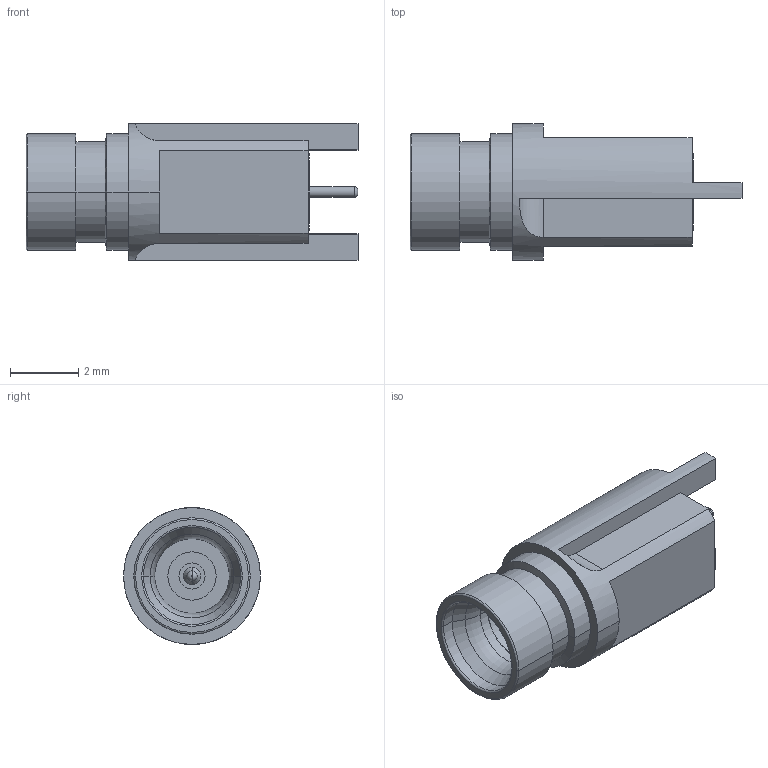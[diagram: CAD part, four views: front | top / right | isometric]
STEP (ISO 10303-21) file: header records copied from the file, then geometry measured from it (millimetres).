
FILE_DESCRIPTION (( 'STEP AP214' ), '1' );
FILE_NAME ('R201L00010.STEP', '2020-06-25T12:21:20', ( '' ), ( '' ), 'SwSTEP 2.0', 'SolidWorks 2017', '' );
FILE_SCHEMA (( 'AUTOMOTIVE_DESIGN' ));
Length unit declared in the file: millimetre
Products named in the file (1): R201L00010
Bounding box: 9.7 x 4 x 4 mm (x, y, z)
Volume: 73.1 mm3; surface area: 151.2 mm2
Topology: 1 solids, 1 shells, 74 faces, 170 edges, 106 vertices
Faces by surface type: cylinder 26, plane 24, cone 14, torus 10
Entity records: 2164 total; most frequent: DIRECTION 416, CARTESIAN_POINT 369, ORIENTED_EDGE 340, AXIS2_PLACEMENT_3D 173, EDGE_CURVE 170, VERTEX_POINT 106, CIRCLE 98, EDGE_LOOP 82
